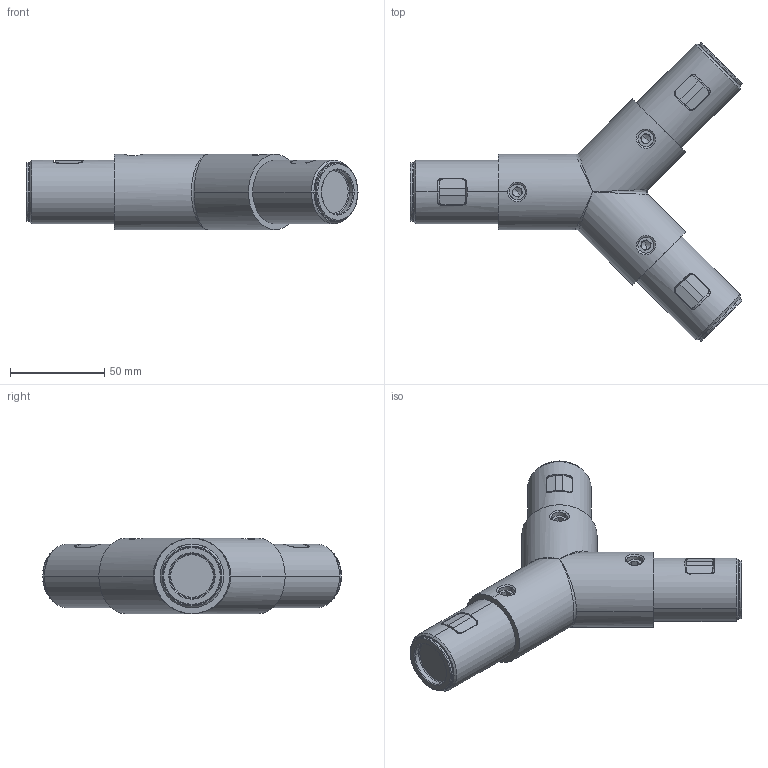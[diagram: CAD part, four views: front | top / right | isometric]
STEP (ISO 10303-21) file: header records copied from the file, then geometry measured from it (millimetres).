
FILE_DESCRIPTION (( 'STEP AP203' ), '1' );
FILE_NAME ('SPS.JC40.A135L.STEP', '2014-05-20T06:04:02', ( 'USER' ), ( 'Microsoft' ), 'SwSTEP 2.0', 'SolidWorks 2012', '' );
FILE_SCHEMA (( 'CONFIG_CONTROL_DESIGN' ));
Length unit declared in the file: millimetre
Products named in the file (8): 諶裔; SPS.JC40.A135L; 賑輸; hex socket set screws with cone point gb_GB_FASTENER_SCREWS_HSCP M10X16-C; 賑裝粟銅蚾饜1; 粟銅; 賑裝-1; 135僅L倛諉芛
Assembly tree (15 placements, depth 3):
  SPS.JC40.A135L
    135僅L倛諉芛
    賑裝粟銅蚾饜1  x3
      賑裝-1
      粟銅
    賑輸  x3
    hex socket set screws with cone point gb_GB_FASTENER_SCREWS_HSCP M10X16-C  x3
    諶裔  x3
Bounding box: 176.34 x 158.68 x 40 mm (x, y, z)
Volume: 258750.1 mm3; surface area: 71106.7 mm2
Topology: 16 solids, 16 shells, 403 faces, 953 edges, 577 vertices
Faces by surface type: plane 174, cylinder 115, cone 66, torus 33, bspline 15
Entity records: 13516 total; most frequent: CARTESIAN_POINT 7810, ORIENTED_EDGE 986, DIRECTION 956, EDGE_CURVE 493, AXIS2_PLACEMENT_3D 362, VERTEX_POINT 309, LINE 232, VECTOR 232
